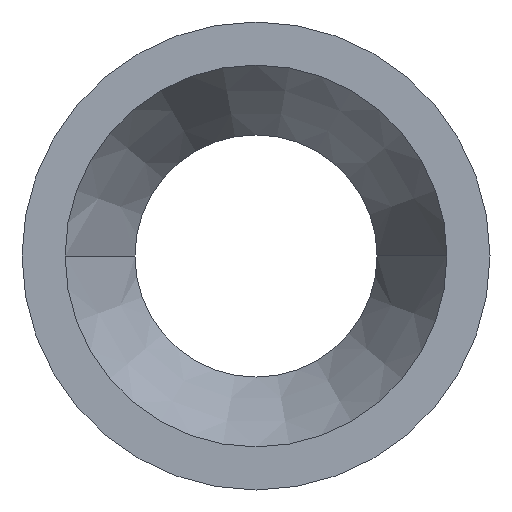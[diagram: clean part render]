
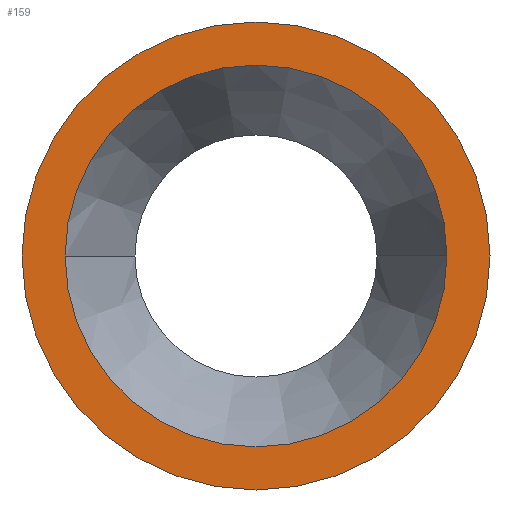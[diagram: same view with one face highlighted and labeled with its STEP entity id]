
A CAD part, left-side view. The second image highlights one B-rep face of the part: STEP entity #159.
In plain terms, the highlighted planar face has unit normal (-1, 0, 0).
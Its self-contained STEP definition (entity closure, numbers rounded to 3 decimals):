
#135 = VERTEX_POINT( '', #278 );
#141 = EDGE_CURVE( '', #173, #155, #284, .T. );
#149 = EDGE_CURVE( '', #155, #173, #293, .T. );
#155 = VERTEX_POINT( '', #299 );
#159 = ADVANCED_FACE( '', ( #303, #304 ), #305, .T. );
#161 = EDGE_CURVE( '', #135, #177, #307, .T. );
#163 = EDGE_CURVE( '', #177, #135, #309, .T. );
#173 = VERTEX_POINT( '', #322 );
#177 = VERTEX_POINT( '', #326 );
#278 = CARTESIAN_POINT( '', ( 0., -31.5, 0. ) );
#284 = CIRCLE( '', #445, 25.7 );
#293 = CIRCLE( '', #457, 25.7 );
#299 = CARTESIAN_POINT( '', ( 0., 25.7, 0. ) );
#303 = FACE_BOUND( '', #471, .T. );
#304 = FACE_OUTER_BOUND( '', #472, .T. );
#305 = PLANE( '', #473 );
#307 = CIRCLE( '', #476, 31.5 );
#309 = CIRCLE( '', #479, 31.5 );
#322 = CARTESIAN_POINT( '', ( 0., -25.7, 0. ) );
#326 = CARTESIAN_POINT( '', ( 0., 31.5, 0. ) );
#445 = AXIS2_PLACEMENT_3D( '', #623, #624, #625 );
#457 = AXIS2_PLACEMENT_3D( '', #640, #641, #642 );
#471 = EDGE_LOOP( '', ( #651, #652 ) );
#472 = EDGE_LOOP( '', ( #653, #654 ) );
#473 = AXIS2_PLACEMENT_3D( '', #655, #656, #657 );
#476 = AXIS2_PLACEMENT_3D( '', #658, #659, #660 );
#479 = AXIS2_PLACEMENT_3D( '', #661, #662, #663 );
#623 = CARTESIAN_POINT( '', ( 0., 0., 0. ) );
#624 = DIRECTION( '', ( -1., 0., 0. ) );
#625 = DIRECTION( '', ( 0., 1., 0. ) );
#640 = CARTESIAN_POINT( '', ( 0., 0., 0. ) );
#641 = DIRECTION( '', ( -1., 0., 0. ) );
#642 = DIRECTION( '', ( 0., 1., 0. ) );
#651 = ORIENTED_EDGE( '', *, *, #149, .F. );
#652 = ORIENTED_EDGE( '', *, *, #141, .F. );
#653 = ORIENTED_EDGE( '', *, *, #163, .T. );
#654 = ORIENTED_EDGE( '', *, *, #161, .T. );
#655 = CARTESIAN_POINT( '', ( 0., 28.6, 0. ) );
#656 = DIRECTION( '', ( -1., 0., 0. ) );
#657 = DIRECTION( '', ( 0., 1., 0. ) );
#658 = CARTESIAN_POINT( '', ( 0., 0., 0. ) );
#659 = DIRECTION( '', ( -1., 0., 0. ) );
#660 = DIRECTION( '', ( 0., 1., 0. ) );
#661 = CARTESIAN_POINT( '', ( 0., 0., 0. ) );
#662 = DIRECTION( '', ( -1., 0., 0. ) );
#663 = DIRECTION( '', ( 0., 1., 0. ) );
